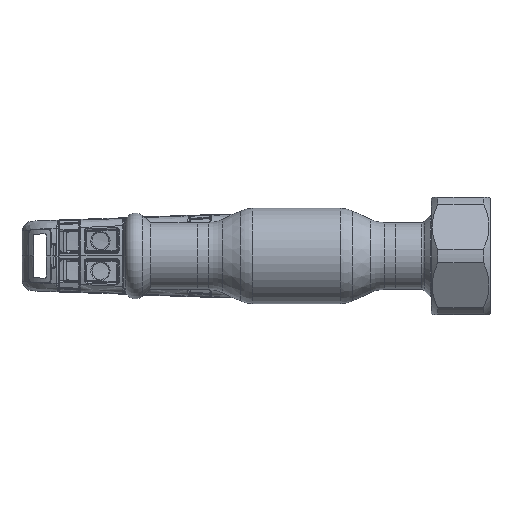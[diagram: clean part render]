
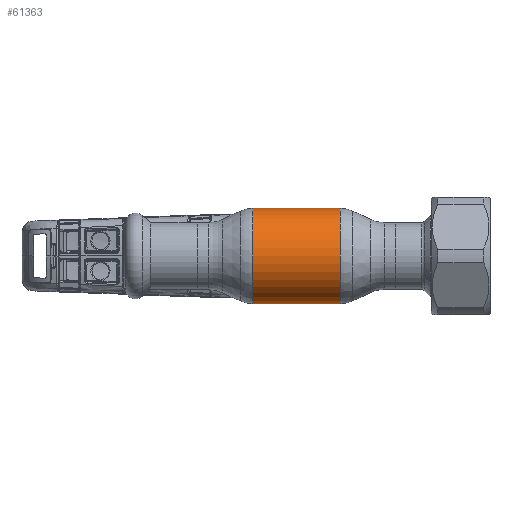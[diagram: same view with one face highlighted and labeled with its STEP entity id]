
A CAD part, front view. The second image highlights one B-rep face of the part: STEP entity #61363.
In plain terms, the highlighted cylindrical face has radius 13 mm (diameter 26 mm), a partial arc.
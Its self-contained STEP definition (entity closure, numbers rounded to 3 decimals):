
#5748 = DIRECTION ( 'NONE',  ( -1., 0., 0. ) ) ;
#5881 = VERTEX_POINT ( 'NONE', #15236 ) ;
#7609 = LINE ( 'NONE', #57461, #70719 ) ;
#8169 = CIRCLE ( 'NONE', #9073, 13. ) ;
#9073 = AXIS2_PLACEMENT_3D ( 'NONE', #60331, #21089, #9637 ) ;
#9637 = DIRECTION ( 'NONE',  ( 0., 0., 1. ) ) ;
#11710 = DIRECTION ( 'NONE',  ( -1., 0., 0. ) ) ;
#13968 = VERTEX_POINT ( 'NONE', #50893 ) ;
#15236 = CARTESIAN_POINT ( 'NONE',  ( 11.876, 0., -13. ) ) ;
#16835 = AXIS2_PLACEMENT_3D ( 'NONE', #22204, #5748, #73330 ) ;
#19628 = ORIENTED_EDGE ( 'NONE', *, *, #41365, .T. ) ;
#21078 = EDGE_CURVE ( 'NONE', #51123, #13968, #7609, .T. ) ;
#21089 = DIRECTION ( 'NONE',  ( -1., 0., 0. ) ) ;
#22204 = CARTESIAN_POINT ( 'NONE',  ( -11.876, 0., 0. ) ) ;
#23581 = EDGE_CURVE ( 'NONE', #26737, #13968, #49077, .T. ) ;
#24145 = DIRECTION ( 'NONE',  ( -1., 0., 0. ) ) ;
#26737 = VERTEX_POINT ( 'NONE', #48342 ) ;
#27340 = EDGE_LOOP ( 'NONE', ( #43779, #19628, #28542, #29817 ) ) ;
#28542 = ORIENTED_EDGE ( 'NONE', *, *, #21078, .T. ) ;
#29817 = ORIENTED_EDGE ( 'NONE', *, *, #23581, .F. ) ;
#31187 = AXIS2_PLACEMENT_3D ( 'NONE', #58595, #58350, #70732 ) ;
#40022 = CARTESIAN_POINT ( 'NONE',  ( -62.69, 0., -13. ) ) ;
#41365 = EDGE_CURVE ( 'NONE', #5881, #51123, #8169, .T. ) ;
#43779 = ORIENTED_EDGE ( 'NONE', *, *, #44113, .F. ) ;
#44113 = EDGE_CURVE ( 'NONE', #5881, #26737, #52822, .T. ) ;
#44522 = FACE_OUTER_BOUND ( 'NONE', #27340, .T. ) ;
#48342 = CARTESIAN_POINT ( 'NONE',  ( -11.876, 0., -13. ) ) ;
#49077 = CIRCLE ( 'NONE', #16835, 13. ) ;
#50893 = CARTESIAN_POINT ( 'NONE',  ( -11.876, 0., 13. ) ) ;
#51123 = VERTEX_POINT ( 'NONE', #67723 ) ;
#52822 = LINE ( 'NONE', #40022, #69732 ) ;
#56080 = CYLINDRICAL_SURFACE ( 'NONE', #31187, 13. ) ;
#57461 = CARTESIAN_POINT ( 'NONE',  ( -62.69, 0., 13. ) ) ;
#58350 = DIRECTION ( 'NONE',  ( -1., 0., 0. ) ) ;
#58595 = CARTESIAN_POINT ( 'NONE',  ( -62.69, 0., 0. ) ) ;
#60331 = CARTESIAN_POINT ( 'NONE',  ( 11.876, 0., 0. ) ) ;
#61363 = ADVANCED_FACE ( 'NONE', ( #44522 ), #56080, .T. ) ;
#67723 = CARTESIAN_POINT ( 'NONE',  ( 11.876, 0., 13. ) ) ;
#69732 = VECTOR ( 'NONE', #11710, 1000. ) ;
#70719 = VECTOR ( 'NONE', #24145, 1000. ) ;
#70732 = DIRECTION ( 'NONE',  ( 0., 0., 1. ) ) ;
#73330 = DIRECTION ( 'NONE',  ( 0., 0., 1. ) ) ;
